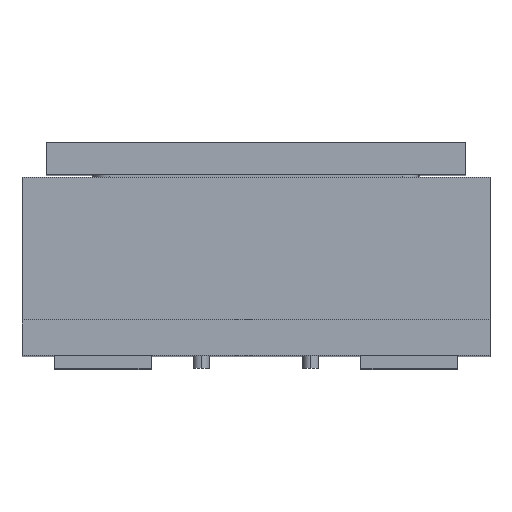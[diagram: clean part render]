
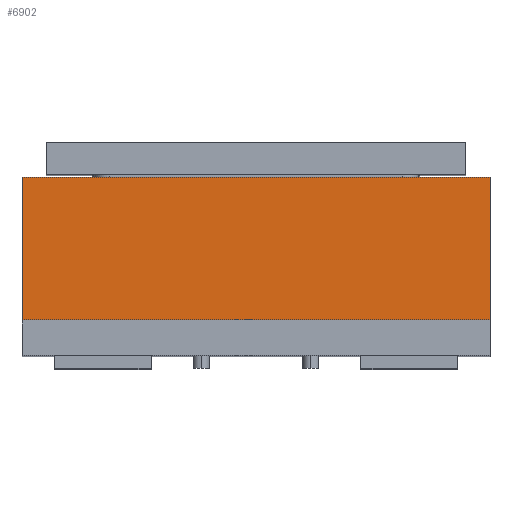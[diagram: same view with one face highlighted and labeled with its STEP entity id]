
A CAD part, top view. The second image highlights one B-rep face of the part: STEP entity #6902.
In plain terms, the highlighted planar face has unit normal (0, 0, 1).
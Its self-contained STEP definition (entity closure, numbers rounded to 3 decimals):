
#386 = ORIENTED_EDGE ( 'NONE', *, *, #7344, .F. ) ;
#601 = PLANE ( 'NONE',  #2344 ) ;
#798 = VERTEX_POINT ( 'NONE', #4622 ) ;
#856 = CARTESIAN_POINT ( 'NONE',  ( -1.45, 1.105, 2.15 ) ) ;
#1196 = VECTOR ( 'NONE', #7511, 1000. ) ;
#1424 = CARTESIAN_POINT ( 'NONE',  ( -1.45, 0.22, 2.15 ) ) ;
#1545 = EDGE_CURVE ( 'NONE', #5135, #798, #3480, .T. ) ;
#1564 = ORIENTED_EDGE ( 'NONE', *, *, #3541, .T. ) ;
#1669 = VERTEX_POINT ( 'NONE', #4290 ) ;
#1712 = EDGE_LOOP ( 'NONE', ( #3693, #386, #7464, #1564 ) ) ;
#1907 = EDGE_CURVE ( 'NONE', #7284, #1669, #4964, .T. ) ;
#2253 = CARTESIAN_POINT ( 'NONE',  ( -1.45, 1.105, 2.15 ) ) ;
#2344 = AXIS2_PLACEMENT_3D ( 'NONE', #6666, #3026, #7197 ) ;
#2579 = DIRECTION ( 'NONE',  ( 1., 0., 0. ) ) ;
#3026 = DIRECTION ( 'NONE',  ( 0., 0., -1. ) ) ;
#3291 = VECTOR ( 'NONE', #4016, 1000. ) ;
#3480 = LINE ( 'NONE', #5820, #3291 ) ;
#3541 = EDGE_CURVE ( 'NONE', #5135, #7284, #5363, .T. ) ;
#3693 = ORIENTED_EDGE ( 'NONE', *, *, #1907, .T. ) ;
#4016 = DIRECTION ( 'NONE',  ( 1., 0., 0. ) ) ;
#4130 = LINE ( 'NONE', #5626, #1196 ) ;
#4290 = CARTESIAN_POINT ( 'NONE',  ( 1.45, 0.22, 2.15 ) ) ;
#4602 = VECTOR ( 'NONE', #4616, 1000. ) ;
#4616 = DIRECTION ( 'NONE',  ( 0., -1., 0. ) ) ;
#4622 = CARTESIAN_POINT ( 'NONE',  ( 1.45, 1.105, 2.15 ) ) ;
#4964 = LINE ( 'NONE', #5016, #6791 ) ;
#5016 = CARTESIAN_POINT ( 'NONE',  ( 0., 0.22, 2.15 ) ) ;
#5135 = VERTEX_POINT ( 'NONE', #856 ) ;
#5363 = LINE ( 'NONE', #2253, #4602 ) ;
#5577 = FACE_OUTER_BOUND ( 'NONE', #1712, .T. ) ;
#5626 = CARTESIAN_POINT ( 'NONE',  ( 1.45, 1.105, 2.15 ) ) ;
#5820 = CARTESIAN_POINT ( 'NONE',  ( 0., 1.105, 2.15 ) ) ;
#6666 = CARTESIAN_POINT ( 'NONE',  ( 0., 1.105, 2.15 ) ) ;
#6791 = VECTOR ( 'NONE', #2579, 1000. ) ;
#6902 = ADVANCED_FACE ( 'NONE', ( #5577 ), #601, .F. ) ;
#7197 = DIRECTION ( 'NONE',  ( -1., 0., 0. ) ) ;
#7284 = VERTEX_POINT ( 'NONE', #1424 ) ;
#7344 = EDGE_CURVE ( 'NONE', #798, #1669, #4130, .T. ) ;
#7464 = ORIENTED_EDGE ( 'NONE', *, *, #1545, .F. ) ;
#7511 = DIRECTION ( 'NONE',  ( 0., -1., 0. ) ) ;
